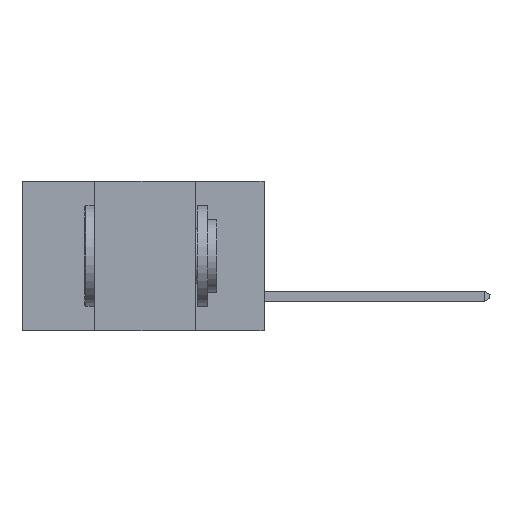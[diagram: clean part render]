
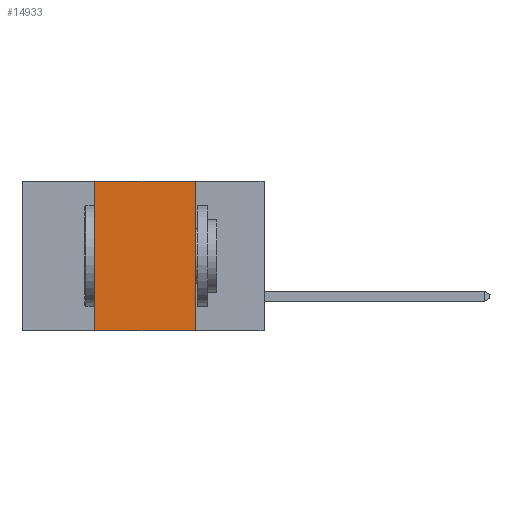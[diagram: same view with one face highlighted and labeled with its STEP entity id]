
A CAD part, left-side view. The second image highlights one B-rep face of the part: STEP entity #14933.
In plain terms, the highlighted planar face has unit normal (-1, 0, 0).
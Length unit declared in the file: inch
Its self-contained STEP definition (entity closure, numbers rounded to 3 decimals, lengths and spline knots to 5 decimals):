
#615 = DIRECTION ( 'NONE',  ( 0., 0., 1. ) ) ;
#851 = CARTESIAN_POINT ( 'NONE',  ( 0., 0.42, -0.37 ) ) ;
#1267 = CARTESIAN_POINT ( 'NONE',  ( 0., 0.17, 0. ) ) ;
#2418 = DIRECTION ( 'NONE',  ( 0., -1., 0. ) ) ;
#2792 = CARTESIAN_POINT ( 'NONE',  ( 0., 0.17, -0.37 ) ) ;
#4359 = AXIS2_PLACEMENT_3D ( 'NONE', #5445, #17751, #15972 ) ;
#4446 = VERTEX_POINT ( 'NONE', #23330 ) ;
#4838 = LINE ( 'NONE', #2792, #18253 ) ;
#5324 = VECTOR ( 'NONE', #2418, 39.37008 ) ;
#5340 = FACE_OUTER_BOUND ( 'NONE', #9434, .T. ) ;
#5445 = CARTESIAN_POINT ( 'NONE',  ( 0., 0.6, 0. ) ) ;
#6034 = CARTESIAN_POINT ( 'NONE',  ( 0., 0.6, -0.37 ) ) ;
#6217 = ORIENTED_EDGE ( 'NONE', *, *, #15630, .F. ) ;
#6908 = PLANE ( 'NONE',  #4359 ) ;
#7619 = VERTEX_POINT ( 'NONE', #9989 ) ;
#7947 = VERTEX_POINT ( 'NONE', #20236 ) ;
#8596 = VECTOR ( 'NONE', #11972, 39.37008 ) ;
#9269 = EDGE_CURVE ( 'NONE', #7947, #7619, #17199, .T. ) ;
#9434 = EDGE_LOOP ( 'NONE', ( #21573, #6217, #19138, #18268 ) ) ;
#9989 = CARTESIAN_POINT ( 'NONE',  ( 0., 0.42, 0. ) ) ;
#11740 = CARTESIAN_POINT ( 'NONE',  ( 0., 0.6, 0. ) ) ;
#11972 = DIRECTION ( 'NONE',  ( 0., -1., 0. ) ) ;
#13441 = VERTEX_POINT ( 'NONE', #1267 ) ;
#13555 = DIRECTION ( 'NONE',  ( 0., 0., -1. ) ) ;
#14933 = ADVANCED_FACE ( 'NONE', ( #5340 ), #6908, .F. ) ;
#15569 = LINE ( 'NONE', #11740, #8596 ) ;
#15630 = EDGE_CURVE ( 'NONE', #7619, #13441, #15569, .T. ) ;
#15972 = DIRECTION ( 'NONE',  ( 0., 0., -1. ) ) ;
#17119 = LINE ( 'NONE', #6034, #5324 ) ;
#17199 = LINE ( 'NONE', #851, #19549 ) ;
#17751 = DIRECTION ( 'NONE',  ( 1., 0., 0. ) ) ;
#18253 = VECTOR ( 'NONE', #13555, 39.37008 ) ;
#18268 = ORIENTED_EDGE ( 'NONE', *, *, #22843, .T. ) ;
#19138 = ORIENTED_EDGE ( 'NONE', *, *, #9269, .F. ) ;
#19549 = VECTOR ( 'NONE', #615, 39.37008 ) ;
#20236 = CARTESIAN_POINT ( 'NONE',  ( 0., 0.42, -0.37 ) ) ;
#21341 = EDGE_CURVE ( 'NONE', #13441, #4446, #4838, .T. ) ;
#21573 = ORIENTED_EDGE ( 'NONE', *, *, #21341, .F. ) ;
#22843 = EDGE_CURVE ( 'NONE', #7947, #4446, #17119, .T. ) ;
#23330 = CARTESIAN_POINT ( 'NONE',  ( 0., 0.17, -0.37 ) ) ;
